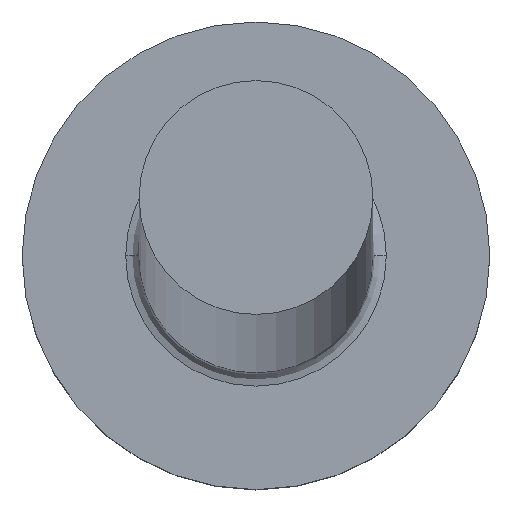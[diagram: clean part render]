
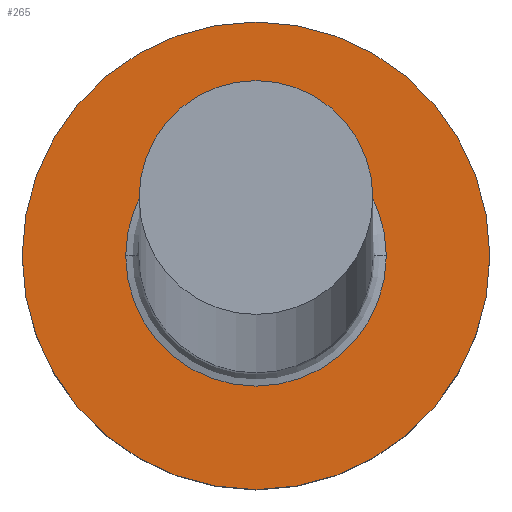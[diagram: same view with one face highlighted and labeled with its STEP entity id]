
A CAD part, top view. The second image highlights one B-rep face of the part: STEP entity #265.
In plain terms, the highlighted planar face has unit normal (0, 0, 1).
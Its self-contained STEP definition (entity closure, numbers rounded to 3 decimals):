
#5 = CARTESIAN_POINT ( 'NONE',  ( 3.5, 0., 3. ) ) ;
#7 = CARTESIAN_POINT ( 'NONE',  ( 0., 0., 3. ) ) ;
#15 = CIRCLE ( 'NONE', #236, 3.5 ) ;
#21 = CIRCLE ( 'NONE', #223, 1.95 ) ;
#23 = CARTESIAN_POINT ( 'NONE',  ( 0., 0., 3. ) ) ;
#32 = CIRCLE ( 'NONE', #44, 3.5 ) ;
#44 = AXIS2_PLACEMENT_3D ( 'NONE', #63, #110, #133 ) ;
#60 = AXIS2_PLACEMENT_3D ( 'NONE', #125, #77, #101 ) ;
#63 = CARTESIAN_POINT ( 'NONE',  ( 0., 0., 3. ) ) ;
#75 = EDGE_CURVE ( 'NONE', #215, #186, #15, .T. ) ;
#77 = DIRECTION ( 'NONE',  ( 0., 0., 1. ) ) ;
#94 = ORIENTED_EDGE ( 'NONE', *, *, #109, .T. ) ;
#97 = DIRECTION ( 'NONE',  ( 0., 0., -1. ) ) ;
#99 = DIRECTION ( 'NONE',  ( 1., 0., 0. ) ) ;
#101 = DIRECTION ( 'NONE',  ( 1., 0., 0. ) ) ;
#109 = EDGE_CURVE ( 'NONE', #186, #215, #32, .T. ) ;
#110 = DIRECTION ( 'NONE',  ( 0., 0., 1. ) ) ;
#113 = CARTESIAN_POINT ( 'NONE',  ( 0., 0., 3. ) ) ;
#115 = VERTEX_POINT ( 'NONE', #227 ) ;
#121 = EDGE_LOOP ( 'NONE', ( #267, #94 ) ) ;
#123 = FACE_OUTER_BOUND ( 'NONE', #121, .T. ) ;
#125 = CARTESIAN_POINT ( 'NONE',  ( 0., 0., 3. ) ) ;
#133 = DIRECTION ( 'NONE',  ( 1., 0., 0. ) ) ;
#143 = CARTESIAN_POINT ( 'NONE',  ( -3.5, 0., 3. ) ) ;
#158 = AXIS2_PLACEMENT_3D ( 'NONE', #7, #97, #99 ) ;
#183 = DIRECTION ( 'NONE',  ( 1., 0., 0. ) ) ;
#185 = DIRECTION ( 'NONE',  ( 0., 0., 1. ) ) ;
#186 = VERTEX_POINT ( 'NONE', #5 ) ;
#190 = CARTESIAN_POINT ( 'NONE',  ( -1.95, 0., 3. ) ) ;
#195 = DIRECTION ( 'NONE',  ( 1., 0., 0. ) ) ;
#207 = VERTEX_POINT ( 'NONE', #190 ) ;
#215 = VERTEX_POINT ( 'NONE', #143 ) ;
#216 = CIRCLE ( 'NONE', #158, 1.95 ) ;
#217 = PLANE ( 'NONE',  #60 ) ;
#223 = AXIS2_PLACEMENT_3D ( 'NONE', #23, #237, #195 ) ;
#227 = CARTESIAN_POINT ( 'NONE',  ( 1.95, 0., 3. ) ) ;
#231 = ORIENTED_EDGE ( 'NONE', *, *, #284, .T. ) ;
#236 = AXIS2_PLACEMENT_3D ( 'NONE', #113, #185, #183 ) ;
#237 = DIRECTION ( 'NONE',  ( 0., 0., -1. ) ) ;
#241 = EDGE_LOOP ( 'NONE', ( #293, #231 ) ) ;
#265 = ADVANCED_FACE ( 'NONE', ( #266, #123 ), #217, .T. ) ;
#266 = FACE_BOUND ( 'NONE', #241, .T. ) ;
#267 = ORIENTED_EDGE ( 'NONE', *, *, #75, .T. ) ;
#269 = EDGE_CURVE ( 'NONE', #115, #207, #216, .T. ) ;
#284 = EDGE_CURVE ( 'NONE', #207, #115, #21, .T. ) ;
#293 = ORIENTED_EDGE ( 'NONE', *, *, #269, .T. ) ;
